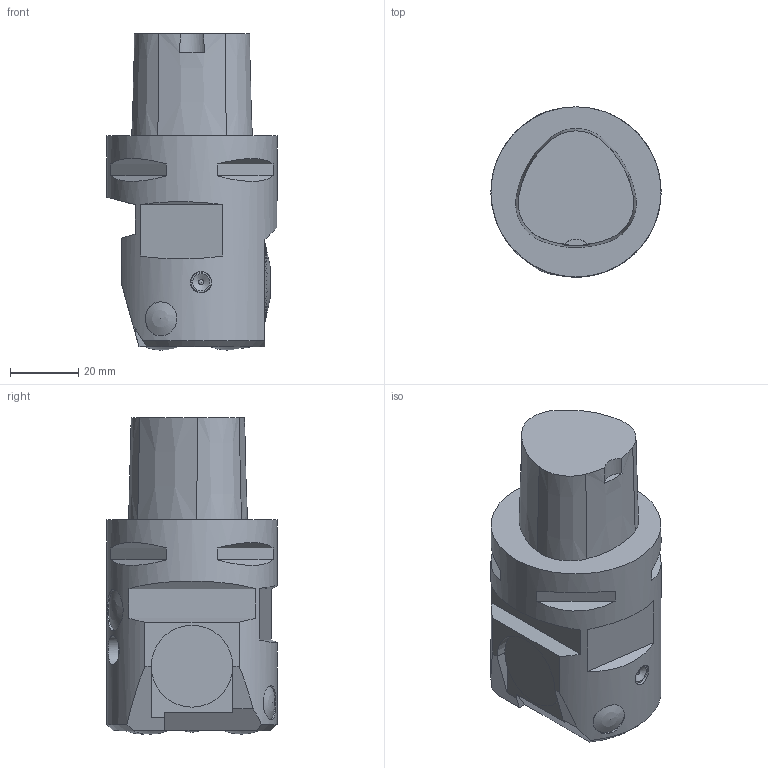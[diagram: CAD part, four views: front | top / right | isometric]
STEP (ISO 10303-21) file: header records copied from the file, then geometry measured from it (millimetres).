
FILE_DESCRIPTION(/* description */ (''),/* implementation_level */ '2;1');
FILE_NAME(/* name */ '1559723771068.stp',/* time_stamp */ '2019-06-05T10:36:15+02:00',/* author */ (''),/* organization */ ('SMS'),/* preprocessor_version */ 'ST-DEVELOPER v15',/* originating_system */ 'SIEMENS PLM Software NX 8.5',/* authorisation */ '');
FILE_SCHEMA (('AUTOMOTIVE_DESIGN { 1 0 10303 214 3 1 1 1 }'));
Length unit declared in the file: millimetre
Products named in the file (1): 111166196mod000_01
Bounding box: 50 x 50 x 92.96 mm (x, y, z)
Volume: 10097.3 mm3; surface area: 21648.8 mm2
Topology: 1 solids, 2 shells, 310 faces, 872 edges, 587 vertices
Faces by surface type: plane 260, cone 22, cylinder 21, sphere 7
Full cylindrical faces by diameter (mm): 4.7 x1, 5.015 x1, 6 x1, 6.25 x1, 8 x1, 8.5 x1, 10.018 x3, 12.021 x1, 23.837 x1, 24 x2, 50 x1
Entity records: 10087 total; most frequent: CARTESIAN_POINT 2644, ORIENTED_EDGE 1624, DIRECTION 1357, EDGE_CURVE 812, VERTEX_POINT 548, AXIS2_PLACEMENT_3D 502, LINE 353, VECTOR 353
